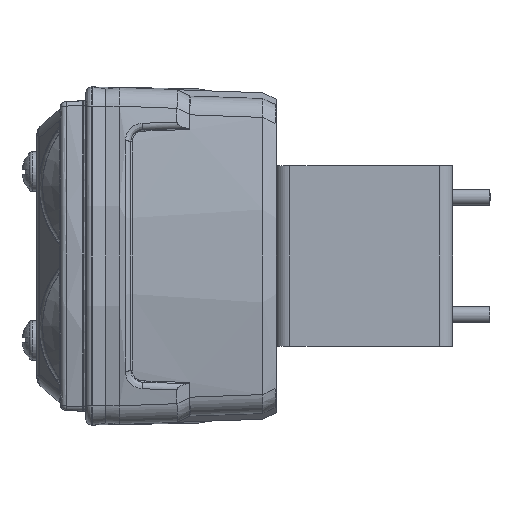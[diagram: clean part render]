
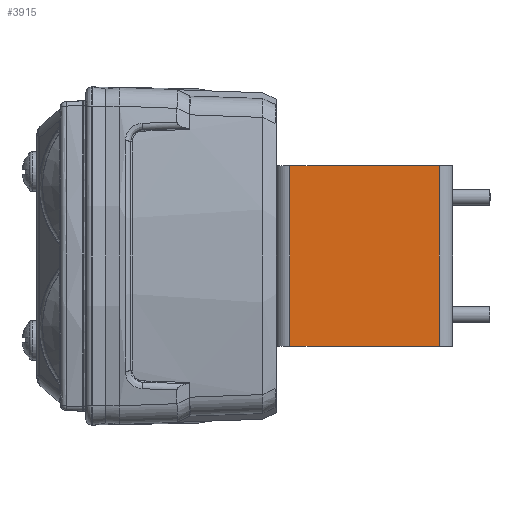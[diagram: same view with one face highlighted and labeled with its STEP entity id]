
A CAD part, left-side view. The second image highlights one B-rep face of the part: STEP entity #3915.
In plain terms, the highlighted planar face has unit normal (-1, 0, 0).
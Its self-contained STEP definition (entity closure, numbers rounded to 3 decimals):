
#3915 = ADVANCED_FACE( 'NONE', ( #8376 ), #8377, .F. );
#8376 = FACE_OUTER_BOUND( '', #20871, .T. );
#8377 = PLANE( '', #20872 );
#20871 = EDGE_LOOP( '', ( #35155, #35156, #35157, #35158 ) );
#20872 = AXIS2_PLACEMENT_3D( '', #35159, #35160, #35161 );
#35155 = ORIENTED_EDGE( '', *, *, #43434, .T. );
#35156 = ORIENTED_EDGE( '', *, *, #43435, .T. );
#35157 = ORIENTED_EDGE( '', *, *, #43370, .F. );
#35158 = ORIENTED_EDGE( '', *, *, #43023, .T. );
#35159 = CARTESIAN_POINT( '', ( -35., -2.5, -23. ) );
#35160 = DIRECTION( '', ( 1., 0., 0. ) );
#35161 = DIRECTION( '', ( 0., 0., 1. ) );
#43023 = EDGE_CURVE( 'NONE', #50715, #50713, #50716, .T. );
#43370 = EDGE_CURVE( 'NONE', #50715, #51134, #51135, .T. );
#43434 = EDGE_CURVE( 'NONE', #50713, #51211, #51212, .T. );
#43435 = EDGE_CURVE( 'NONE', #51211, #51134, #51213, .T. );
#50713 = VERTEX_POINT( 'NONE', #68123 );
#50715 = VERTEX_POINT( 'NONE', #68125 );
#50716 = LINE( '', #68126, #68127 );
#51134 = VERTEX_POINT( 'NONE', #69509 );
#51135 = LINE( '', #69510, #69511 );
#51211 = VERTEX_POINT( 'NONE', #69991 );
#51212 = LINE( '', #69992, #69993 );
#51213 = LINE( '', #69994, #69995 );
#68123 = CARTESIAN_POINT( '', ( -35., -41.5, -23. ) );
#68125 = CARTESIAN_POINT( '', ( -35., -3.5, -23. ) );
#68126 = CARTESIAN_POINT( '', ( -35., -2.5, -23. ) );
#68127 = VECTOR( '', #75467, 1000. );
#69509 = CARTESIAN_POINT( '', ( -35., -3.5, 23. ) );
#69510 = CARTESIAN_POINT( '', ( -35., -3.5, 23. ) );
#69511 = VECTOR( '', #75666, 1000. );
#69991 = CARTESIAN_POINT( '', ( -35., -41.5, 23. ) );
#69992 = CARTESIAN_POINT( '', ( -35., -41.5, -23. ) );
#69993 = VECTOR( '', #75717, 1000. );
#69994 = CARTESIAN_POINT( '', ( -35., -2.5, 23. ) );
#69995 = VECTOR( '', #75718, 1000. );
#75467 = DIRECTION( '', ( 0., -1., 0. ) );
#75666 = DIRECTION( '', ( 0., 0., 1. ) );
#75717 = DIRECTION( '', ( 0., 0., 1. ) );
#75718 = DIRECTION( '', ( 0., 1., 0. ) );
